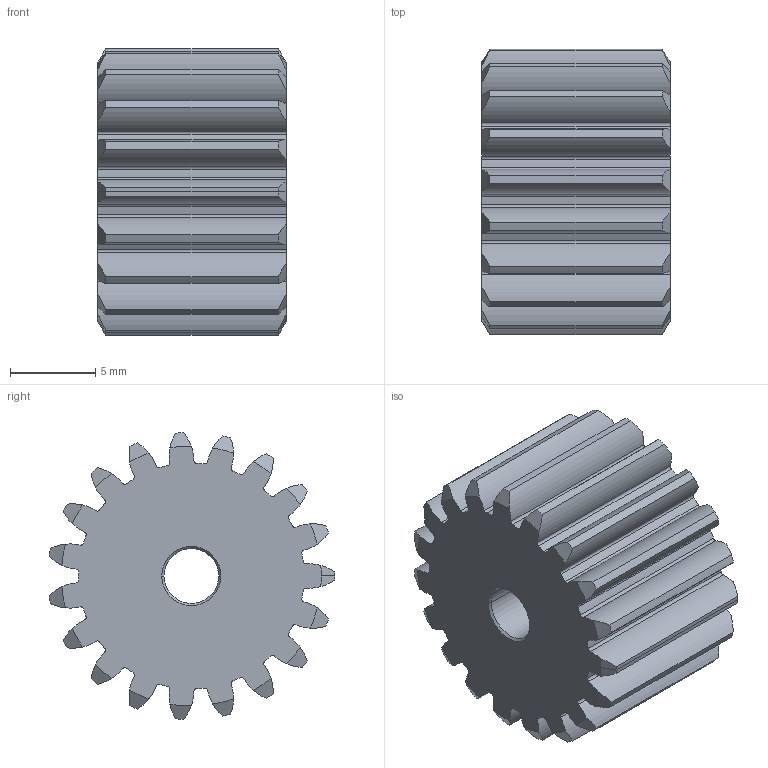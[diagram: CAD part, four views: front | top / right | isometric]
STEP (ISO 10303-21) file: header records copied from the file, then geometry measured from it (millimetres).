
FILE_DESCRIPTION((''),'2;1');
FILE_NAME('FP Pinion 19T.stp','2008-01-05T20:22:35',('Owner'),(''),'Autodesk Inventor (R) 6.0','Autodesk Inventor (R) 6.0','');
FILE_SCHEMA(('AUTOMOTIVE_DESIGN { 1 0 10303 214 1 1 1 1 }'));
Length unit declared in the file: inch
Products named in the file (1): FP Pinion 19T
Bounding box: 11 x 16.72 x 16.78 mm (x, y, z)
Volume: 1859.1 mm3; surface area: 1472.2 mm2
Topology: 1 solids, 1 shells, 163 faces, 477 edges, 316 vertices
Faces by surface type: cylinder 117, cone 44, plane 2
Entity records: 5818 total; most frequent: CARTESIAN_POINT 1337, DIRECTION 1007, ORIENTED_EDGE 954, EDGE_CURVE 477, AXIS2_PLACEMENT_3D 442, VERTEX_POINT 316, CIRCLE 278, EDGE_LOOP 165
